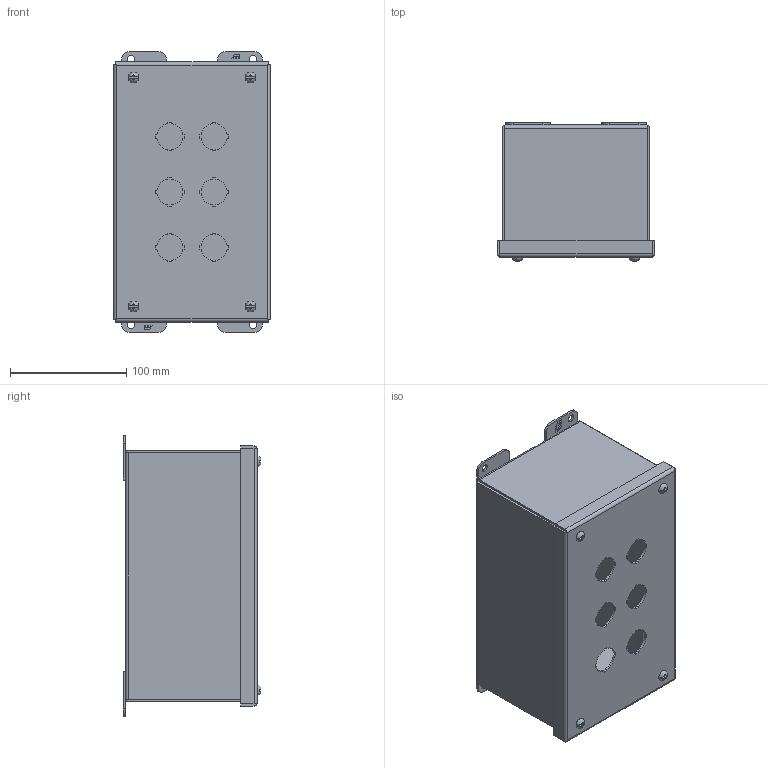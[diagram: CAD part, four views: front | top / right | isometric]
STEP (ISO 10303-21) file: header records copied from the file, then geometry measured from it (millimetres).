
FILE_DESCRIPTION (( 'STEP AP214' ), '1' );
FILE_NAME ('MPB6LG.STEP', '2020-11-04T22:46:17', ( '' ), ( '' ), 'SwSTEP 2.0', 'SolidWorks 2019', '' );
FILE_SCHEMA (( 'AUTOMOTIVE_DESIGN' ));
Length unit declared in the file: inch
Products named in the file (1): MPB6LG
Bounding box: 134.95 x 118.66 x 241.3 mm (x, y, z)
Volume: 311175.9 mm3; surface area: 326932.7 mm2
Topology: 23 solids, 23 shells, 747 faces, 1937 edges, 1265 vertices
Faces by surface type: plane 571, cylinder 140, bspline 20, cone 12, torus 4
Full cylindrical faces by diameter (mm): 3.759 x4, 3.967 x1, 4.039 x4, 4.775 x1, 4.826 x4, 6.35 x9, 6.985 x4, 9.525 x1, 9.906 x4, 10.312 x4
Entity records: 31711 total; most frequent: CARTESIAN_POINT 5402, ORIENTED_EDGE 3726, DIRECTION 3494, EDGE_CURVE 1863, LINE 1424, VECTOR 1424, VERTEX_POINT 1247, AXIS2_PLACEMENT_3D 1035
